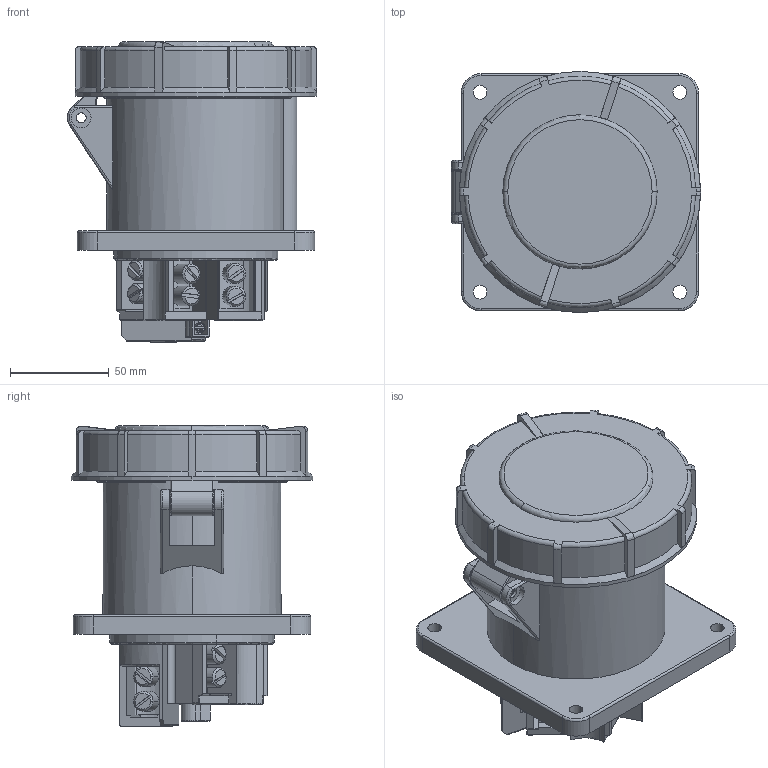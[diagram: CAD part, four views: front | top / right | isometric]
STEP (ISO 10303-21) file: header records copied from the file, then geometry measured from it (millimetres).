
FILE_DESCRIPTION (( 'STEP AP203' ), '1' );
FILE_NAME ('Ðîçåòêà ñòàöèîíàðíàÿ âíóòåííÿÿ ps-3452-125-380.STEP', '2018-09-04T07:13:39', ( '' ), ( '' ), 'SwSTEP 2.0', 'SolidWorks 2017', '' );
FILE_SCHEMA (( 'CONFIG_CONTROL_DESIGN' ));
Length unit declared in the file: millimetre
Products named in the file (1): Ðîçåòêà ñòàöèîíàðíàÿ âíóòåííÿÿ ps-3452-125-380
Bounding box: 125.99 x 122 x 152 mm (x, y, z)
Volume: 705765.3 mm3; surface area: 196683.7 mm2
Topology: 15 solids, 15 shells, 598 faces, 1552 edges, 987 vertices
Faces by surface type: plane 267, cylinder 197, torus 80, cone 46, sphere 6, bspline 2
Entity records: 19194 total; most frequent: CARTESIAN_POINT 4304, DIRECTION 3183, ORIENTED_EDGE 3096, EDGE_CURVE 1548, AXIS2_PLACEMENT_3D 1215, VERTEX_POINT 986, LINE 753, VECTOR 753
